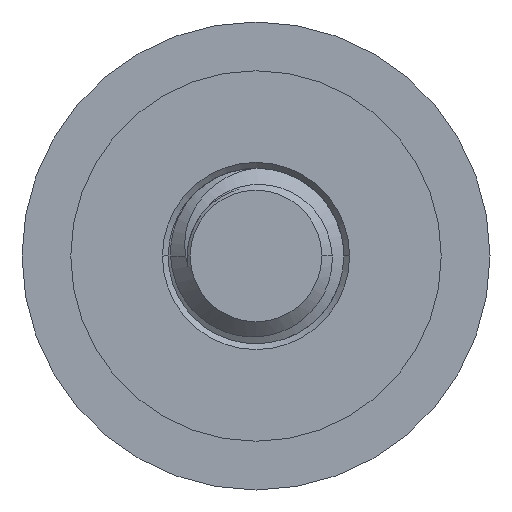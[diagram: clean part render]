
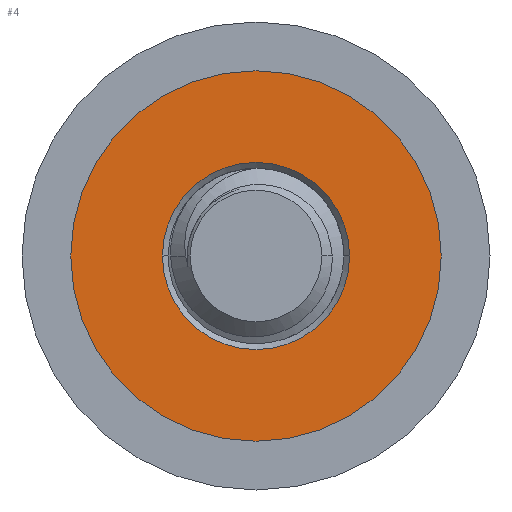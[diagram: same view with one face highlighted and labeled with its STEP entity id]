
A CAD part, front view. The second image highlights one B-rep face of the part: STEP entity #4.
In plain terms, the highlighted planar face has unit normal (0, -1, 0).
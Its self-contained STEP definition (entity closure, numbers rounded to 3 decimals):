
#4 = ADVANCED_FACE ( 'NONE', ( #3147, #3149 ), #1528, .F. ) ;
#1528 = PLANE ( 'NONE',  #1905 ) ;
#1534 = CARTESIAN_POINT ( 'NONE',  ( 3.167, 0., 0. ) ) ;
#1535 = DIRECTION ( 'NONE',  ( 0., 1., 0. ) ) ;
#1538 = DIRECTION ( 'NONE',  ( -1., 0., 0. ) ) ;
#1573 = DIRECTION ( 'NONE',  ( 0., 1., 0. ) ) ;
#1618 = CARTESIAN_POINT ( 'NONE',  ( 0., 0., 0. ) ) ;
#1667 = DIRECTION ( 'NONE',  ( -1., 0., 0. ) ) ;
#1689 = DIRECTION ( 'NONE',  ( 1., 0., 0. ) ) ;
#1690 = DIRECTION ( 'NONE',  ( 0., -1., 0. ) ) ;
#1691 = CARTESIAN_POINT ( 'NONE',  ( 0., 0., 0. ) ) ;
#1777 = EDGE_CURVE ( 'NONE', #3279, #3334, #2578, .T. ) ;
#1826 = AXIS2_PLACEMENT_3D ( 'NONE', #1691, #1690, #1689 ) ;
#1849 = EDGE_CURVE ( 'NONE', #3275, #3324, #2621, .T. ) ;
#1856 = AXIS2_PLACEMENT_3D ( 'NONE', #3052, #3051, #3050 ) ;
#1863 = EDGE_CURVE ( 'NONE', #3334, #3279, #2633, .T. ) ;
#1877 = EDGE_CURVE ( 'NONE', #3324, #3275, #2638, .T. ) ;
#1884 = AXIS2_PLACEMENT_3D ( 'NONE', #3078, #3077, #3076 ) ;
#1905 = AXIS2_PLACEMENT_3D ( 'NONE', #1534, #1535, #1538 ) ;
#1917 = AXIS2_PLACEMENT_3D ( 'NONE', #1618, #1573, #1667 ) ;
#1979 = ORIENTED_EDGE ( 'NONE', *, *, #1849, .F. ) ;
#2578 = CIRCLE ( 'NONE', #1917, 3.167 ) ;
#2621 = CIRCLE ( 'NONE', #1884, 1.6 ) ;
#2633 = CIRCLE ( 'NONE', #1856, 3.167 ) ;
#2638 = CIRCLE ( 'NONE', #1826, 1.6 ) ;
#3050 = DIRECTION ( 'NONE',  ( -1., 0., 0. ) ) ;
#3051 = DIRECTION ( 'NONE',  ( 0., 1., 0. ) ) ;
#3052 = CARTESIAN_POINT ( 'NONE',  ( 0., 0., 0. ) ) ;
#3076 = DIRECTION ( 'NONE',  ( 1., 0., 0. ) ) ;
#3077 = DIRECTION ( 'NONE',  ( 0., -1., 0. ) ) ;
#3078 = CARTESIAN_POINT ( 'NONE',  ( 0., 0., 0. ) ) ;
#3147 = FACE_BOUND ( 'NONE', #3381, .T. ) ;
#3148 = ORIENTED_EDGE ( 'NONE', *, *, #1863, .F. ) ;
#3149 = FACE_OUTER_BOUND ( 'NONE', #3354, .T. ) ;
#3175 = ORIENTED_EDGE ( 'NONE', *, *, #1877, .F. ) ;
#3212 = ORIENTED_EDGE ( 'NONE', *, *, #1777, .F. ) ;
#3275 = VERTEX_POINT ( 'NONE', #3696 ) ;
#3279 = VERTEX_POINT ( 'NONE', #3703 ) ;
#3324 = VERTEX_POINT ( 'NONE', #3714 ) ;
#3334 = VERTEX_POINT ( 'NONE', #3733 ) ;
#3354 = EDGE_LOOP ( 'NONE', ( #3148, #3212 ) ) ;
#3381 = EDGE_LOOP ( 'NONE', ( #3175, #1979 ) ) ;
#3696 = CARTESIAN_POINT ( 'NONE',  ( -1.6, 0., 0. ) ) ;
#3703 = CARTESIAN_POINT ( 'NONE',  ( 3.167, 0., 0. ) ) ;
#3714 = CARTESIAN_POINT ( 'NONE',  ( 1.6, 0., 0. ) ) ;
#3733 = CARTESIAN_POINT ( 'NONE',  ( -3.167, 0., 0. ) ) ;
